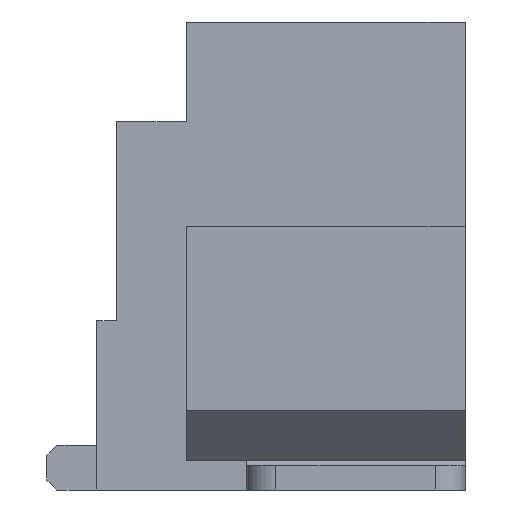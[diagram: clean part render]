
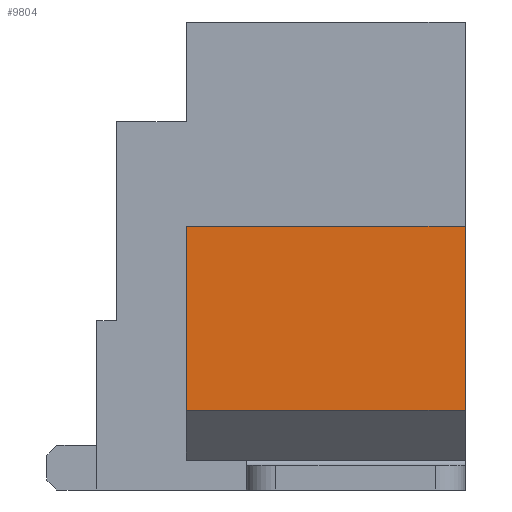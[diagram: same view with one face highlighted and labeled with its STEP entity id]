
A CAD part, left-side view. The second image highlights one B-rep face of the part: STEP entity #9804.
In plain terms, the highlighted planar face has unit normal (-1, 0, 0).
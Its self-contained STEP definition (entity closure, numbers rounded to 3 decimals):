
#44 = PLANE('',#45);
#45 = AXIS2_PLACEMENT_3D('',#46,#47,#48);
#46 = CARTESIAN_POINT('',(-7.75,-2.475,0.));
#47 = DIRECTION('',(0.,1.,0.));
#48 = DIRECTION('',(0.,0.,1.));
#454 = VERTEX_POINT('',#455);
#455 = CARTESIAN_POINT('',(-9.5,-2.475,0.8));
#469 = PLANE('',#470);
#470 = AXIS2_PLACEMENT_3D('',#471,#472,#473);
#471 = CARTESIAN_POINT('',(-9.,-2.475,0.3));
#472 = DIRECTION('',(0.707,0.,0.707));
#473 = DIRECTION('',(-0.707,0.,0.707));
#481 = EDGE_CURVE('',#454,#482,#484,.T.);
#482 = VERTEX_POINT('',#483);
#483 = CARTESIAN_POINT('',(-9.5,-2.475,2.65));
#484 = SURFACE_CURVE('',#485,(#489,#496),.PCURVE_S1.);
#485 = LINE('',#486,#487);
#486 = CARTESIAN_POINT('',(-9.5,-2.475,0.8));
#487 = VECTOR('',#488,1.);
#488 = DIRECTION('',(0.,0.,1.));
#489 = PCURVE('',#44,#490);
#490 = DEFINITIONAL_REPRESENTATION('',(#491),#495);
#491 = LINE('',#492,#493);
#492 = CARTESIAN_POINT('',(0.8,-1.75));
#493 = VECTOR('',#494,1.);
#494 = DIRECTION('',(1.,0.));
#495 = ( GEOMETRIC_REPRESENTATION_CONTEXT(2)
PARAMETRIC_REPRESENTATION_CONTEXT() REPRESENTATION_CONTEXT('2D SPACE',''
) );
#496 = PCURVE('',#497,#502);
#497 = PLANE('',#498);
#498 = AXIS2_PLACEMENT_3D('',#499,#500,#501);
#499 = CARTESIAN_POINT('',(-9.5,-2.475,0.8));
#500 = DIRECTION('',(1.,0.,0.));
#501 = DIRECTION('',(0.,0.,1.));
#502 = DEFINITIONAL_REPRESENTATION('',(#503),#507);
#503 = LINE('',#504,#505);
#504 = CARTESIAN_POINT('',(0.,0.));
#505 = VECTOR('',#506,1.);
#506 = DIRECTION('',(1.,0.));
#507 = ( GEOMETRIC_REPRESENTATION_CONTEXT(2)
PARAMETRIC_REPRESENTATION_CONTEXT() REPRESENTATION_CONTEXT('2D SPACE',''
) );
#525 = PLANE('',#526);
#526 = AXIS2_PLACEMENT_3D('',#527,#528,#529);
#527 = CARTESIAN_POINT('',(-9.5,-2.475,2.65));
#528 = DIRECTION('',(0.,0.,-1.));
#529 = DIRECTION('',(1.,0.,0.));
#4172 = PLANE('',#4173);
#4173 = AXIS2_PLACEMENT_3D('',#4174,#4175,#4176);
#4174 = CARTESIAN_POINT('',(-7.75,0.325,0.3));
#4175 = DIRECTION('',(0.,-1.,0.));
#4176 = DIRECTION('',(0.,0.,-1.));
#9759 = EDGE_CURVE('',#482,#9760,#9762,.T.);
#9760 = VERTEX_POINT('',#9761);
#9761 = CARTESIAN_POINT('',(-9.5,0.325,2.65));
#9762 = SURFACE_CURVE('',#9763,(#9767,#9774),.PCURVE_S1.);
#9763 = LINE('',#9764,#9765);
#9764 = CARTESIAN_POINT('',(-9.5,-2.475,2.65));
#9765 = VECTOR('',#9766,1.);
#9766 = DIRECTION('',(0.,1.,0.));
#9767 = PCURVE('',#525,#9768);
#9768 = DEFINITIONAL_REPRESENTATION('',(#9769),#9773);
#9769 = LINE('',#9770,#9771);
#9770 = CARTESIAN_POINT('',(0.,0.));
#9771 = VECTOR('',#9772,1.);
#9772 = DIRECTION('',(0.,-1.));
#9773 = ( GEOMETRIC_REPRESENTATION_CONTEXT(2)
PARAMETRIC_REPRESENTATION_CONTEXT() REPRESENTATION_CONTEXT('2D SPACE',''
) );
#9774 = PCURVE('',#497,#9775);
#9775 = DEFINITIONAL_REPRESENTATION('',(#9776),#9780);
#9776 = LINE('',#9777,#9778);
#9777 = CARTESIAN_POINT('',(1.85,0.));
#9778 = VECTOR('',#9779,1.);
#9779 = DIRECTION('',(0.,-1.));
#9780 = ( GEOMETRIC_REPRESENTATION_CONTEXT(2)
PARAMETRIC_REPRESENTATION_CONTEXT() REPRESENTATION_CONTEXT('2D SPACE',''
) );
#9804 = ADVANCED_FACE('',(#9805),#497,.F.);
#9805 = FACE_BOUND('',#9806,.F.);
#9806 = EDGE_LOOP('',(#9807,#9830,#9851,#9852));
#9807 = ORIENTED_EDGE('',*,*,#9808,.T.);
#9808 = EDGE_CURVE('',#454,#9809,#9811,.T.);
#9809 = VERTEX_POINT('',#9810);
#9810 = CARTESIAN_POINT('',(-9.5,0.325,0.8));
#9811 = SURFACE_CURVE('',#9812,(#9816,#9823),.PCURVE_S1.);
#9812 = LINE('',#9813,#9814);
#9813 = CARTESIAN_POINT('',(-9.5,-2.475,0.8));
#9814 = VECTOR('',#9815,1.);
#9815 = DIRECTION('',(0.,1.,0.));
#9816 = PCURVE('',#497,#9817);
#9817 = DEFINITIONAL_REPRESENTATION('',(#9818),#9822);
#9818 = LINE('',#9819,#9820);
#9819 = CARTESIAN_POINT('',(0.,0.));
#9820 = VECTOR('',#9821,1.);
#9821 = DIRECTION('',(0.,-1.));
#9822 = ( GEOMETRIC_REPRESENTATION_CONTEXT(2)
PARAMETRIC_REPRESENTATION_CONTEXT() REPRESENTATION_CONTEXT('2D SPACE',''
) );
#9823 = PCURVE('',#469,#9824);
#9824 = DEFINITIONAL_REPRESENTATION('',(#9825),#9829);
#9825 = LINE('',#9826,#9827);
#9826 = CARTESIAN_POINT('',(0.707,0.));
#9827 = VECTOR('',#9828,1.);
#9828 = DIRECTION('',(0.,-1.));
#9829 = ( GEOMETRIC_REPRESENTATION_CONTEXT(2)
PARAMETRIC_REPRESENTATION_CONTEXT() REPRESENTATION_CONTEXT('2D SPACE',''
) );
#9830 = ORIENTED_EDGE('',*,*,#9831,.T.);
#9831 = EDGE_CURVE('',#9809,#9760,#9832,.T.);
#9832 = SURFACE_CURVE('',#9833,(#9837,#9844),.PCURVE_S1.);
#9833 = LINE('',#9834,#9835);
#9834 = CARTESIAN_POINT('',(-9.5,0.325,0.8));
#9835 = VECTOR('',#9836,1.);
#9836 = DIRECTION('',(0.,0.,1.));
#9837 = PCURVE('',#497,#9838);
#9838 = DEFINITIONAL_REPRESENTATION('',(#9839),#9843);
#9839 = LINE('',#9840,#9841);
#9840 = CARTESIAN_POINT('',(0.,-2.8));
#9841 = VECTOR('',#9842,1.);
#9842 = DIRECTION('',(1.,0.));
#9843 = ( GEOMETRIC_REPRESENTATION_CONTEXT(2)
PARAMETRIC_REPRESENTATION_CONTEXT() REPRESENTATION_CONTEXT('2D SPACE',''
) );
#9844 = PCURVE('',#4172,#9845);
#9845 = DEFINITIONAL_REPRESENTATION('',(#9846),#9850);
#9846 = LINE('',#9847,#9848);
#9847 = CARTESIAN_POINT('',(-0.5,-1.75));
#9848 = VECTOR('',#9849,1.);
#9849 = DIRECTION('',(-1.,0.));
#9850 = ( GEOMETRIC_REPRESENTATION_CONTEXT(2)
PARAMETRIC_REPRESENTATION_CONTEXT() REPRESENTATION_CONTEXT('2D SPACE',''
) );
#9851 = ORIENTED_EDGE('',*,*,#9759,.F.);
#9852 = ORIENTED_EDGE('',*,*,#481,.F.);
